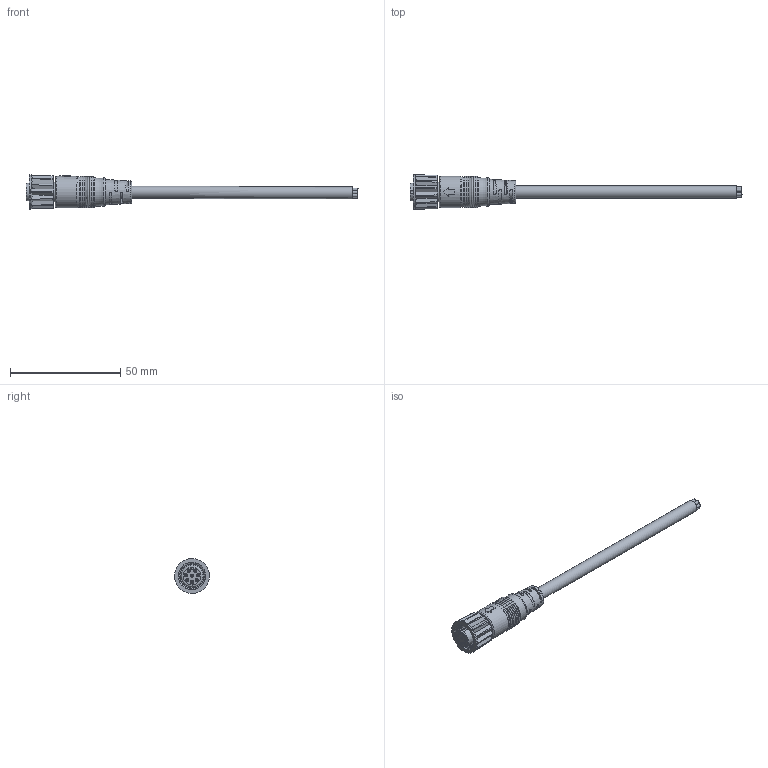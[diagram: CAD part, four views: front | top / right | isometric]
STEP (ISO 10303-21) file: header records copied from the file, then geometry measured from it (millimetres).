
FILE_DESCRIPTION(/* description */ ('Unknown'),/* implementation_level */ '2;1');
FILE_NAME(/* name */ '643621120308',/* time_stamp */ '2022-09-15T16:44:25+02:00',/* author */ ('Unknown'),/* organization */ ('Unknown'),/* preprocessor_version */ 'ST-DEVELOPER v16.7',/* originating_system */ 'Solid Edge',/* authorisation */ 'Unknown');
FILE_SCHEMA (('AUTOMOTIVE_DESIGN {1 0 10303 214 3 1 1}'));
Length unit declared in the file: millimetre
Products named in the file (8): 6436211203xx; 64362x120308_Housing; 6436221203xx_O-ring; 6436211203xx_Screw nut; 643622120308_Pin; 6436221203xx_Seal; 6436221203xx_Body; 6436xx120308_Cable_F
Assembly tree (14 placements, depth 2):
  6436211203xx
    64362x120308_Housing
    6436221203xx_O-ring
    6436211203xx_Screw nut
    643622120308_Pin  x8
    6436221203xx_Seal
    6436221203xx_Body
    6436xx120308_Cable_F
Bounding box: 150.32 x 15.8 x 15.8 mm (x, y, z)
Volume: 7809 mm3; surface area: 10786.9 mm2
Topology: 14 solids, 14 shells, 669 faces, 1658 edges, 1094 vertices
Faces by surface type: plane 261, cylinder 231, cone 107, torus 57, bspline 13
Full cylindrical faces by diameter (mm): 0.61 x8, 0.85 x8, 0.9 x8, 1 x16, 1.2 x8, 1.4 x48, 1.42 x16, 1.46 x8, 1.53 x32, 5.5 x3, 8.05 x5, 8.5 x2, 8.8 x2, 8.9 x1, 8.95 x1, 10.8 x3, 12.35 x9, 13.5 x7, 14.2 x1, 15.8 x1
Entity records: 14373 total; most frequent: CARTESIAN_POINT 6313, DIRECTION 1482, ORIENTED_EDGE 1416, EDGE_CURVE 708, AXIS2_PLACEMENT_3D 655, FACE_BOUND 546, VERTEX_POINT 544, EDGE_LOOP 543
